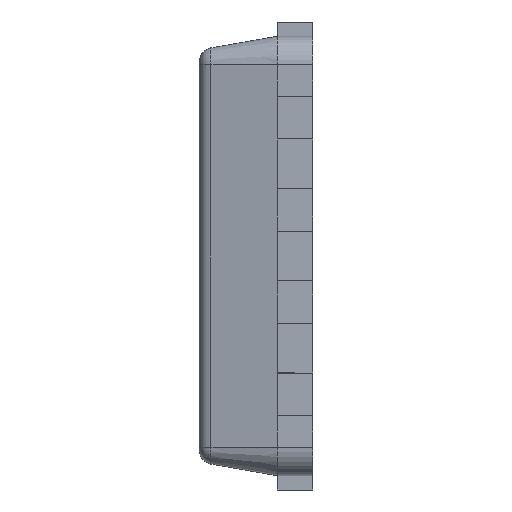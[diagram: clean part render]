
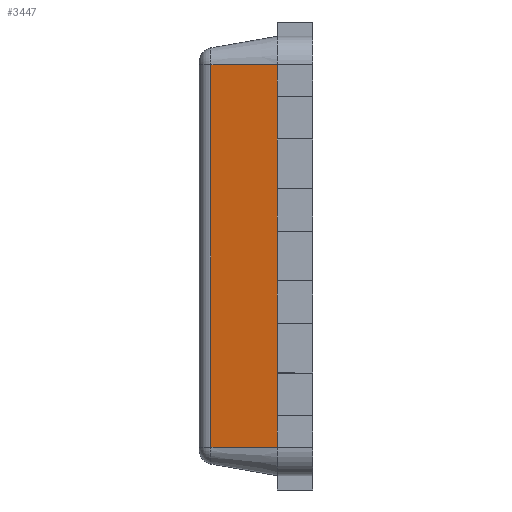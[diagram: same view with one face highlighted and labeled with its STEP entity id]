
A CAD part, left-side view. The second image highlights one B-rep face of the part: STEP entity #3447.
In plain terms, the highlighted planar face has unit normal (-0.985, 0.174, 0).
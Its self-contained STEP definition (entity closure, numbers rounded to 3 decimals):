
#19 = VERTEX_POINT ( 'NONE', #3636 ) ;
#45 = CARTESIAN_POINT ( 'NONE',  ( -1.55, 0.25, 0.825 ) ) ;
#66 = LINE ( 'NONE', #3272, #667 ) ;
#74 = VECTOR ( 'NONE', #4361, 1000. ) ;
#96 = CARTESIAN_POINT ( 'NONE',  ( -1.55, 0.25, -0.175 ) ) ;
#116 = EDGE_CURVE ( 'NONE', #1514, #3586, #970, .T. ) ;
#146 = CARTESIAN_POINT ( 'NONE',  ( -1.468, 0.717, -1.35 ) ) ;
#155 = VECTOR ( 'NONE', #795, 1000. ) ;
#164 = VECTOR ( 'NONE', #617, 1000. ) ;
#177 = DIRECTION ( 'NONE',  ( 0., 0., 1. ) ) ;
#231 = EDGE_CURVE ( 'NONE', #3172, #2512, #1222, .T. ) ;
#305 = VECTOR ( 'NONE', #864, 1000. ) ;
#415 = VECTOR ( 'NONE', #177, 1000. ) ;
#525 = AXIS2_PLACEMENT_3D ( 'NONE', #3061, #3397, #547 ) ;
#547 = DIRECTION ( 'NONE',  ( -0.174, -0.985, 0. ) ) ;
#566 = VERTEX_POINT ( 'NONE', #146 ) ;
#584 = EDGE_CURVE ( 'NONE', #19, #4312, #1240, .T. ) ;
#589 = DIRECTION ( 'NONE',  ( 0., 0., 1. ) ) ;
#617 = DIRECTION ( 'NONE',  ( -0.174, -0.985, 0. ) ) ;
#667 = VECTOR ( 'NONE', #2909, 1000. ) ;
#704 = EDGE_CURVE ( 'NONE', #566, #19, #965, .T. ) ;
#795 = DIRECTION ( 'NONE',  ( 0., 0., 1. ) ) ;
#823 = CARTESIAN_POINT ( 'NONE',  ( -1.55, 0.25, 0.175 ) ) ;
#827 = VECTOR ( 'NONE', #589, 1000. ) ;
#864 = DIRECTION ( 'NONE',  ( 0., 0., 1. ) ) ;
#921 = LINE ( 'NONE', #1976, #305 ) ;
#935 = VERTEX_POINT ( 'NONE', #3027 ) ;
#965 = LINE ( 'NONE', #4571, #164 ) ;
#970 = LINE ( 'NONE', #3401, #415 ) ;
#984 = VECTOR ( 'NONE', #3766, 1000. ) ;
#995 = ORIENTED_EDGE ( 'NONE', *, *, #2057, .T. ) ;
#1152 = LINE ( 'NONE', #2289, #155 ) ;
#1156 = ORIENTED_EDGE ( 'NONE', *, *, #3557, .T. ) ;
#1222 = LINE ( 'NONE', #2311, #4338 ) ;
#1240 = LINE ( 'NONE', #2636, #827 ) ;
#1296 = PLANE ( 'NONE',  #525 ) ;
#1312 = CARTESIAN_POINT ( 'NONE',  ( -1.55, 0.25, 1.35 ) ) ;
#1387 = CARTESIAN_POINT ( 'NONE',  ( -1.55, 0.25, -0.825 ) ) ;
#1434 = VERTEX_POINT ( 'NONE', #3103 ) ;
#1514 = VERTEX_POINT ( 'NONE', #45 ) ;
#1589 = EDGE_CURVE ( 'NONE', #2151, #566, #66, .T. ) ;
#1604 = VERTEX_POINT ( 'NONE', #96 ) ;
#1664 = EDGE_CURVE ( 'NONE', #2151, #1434, #2137, .T. ) ;
#1762 = CARTESIAN_POINT ( 'NONE',  ( -1.55, 0.25, 1.35 ) ) ;
#1797 = VERTEX_POINT ( 'NONE', #823 ) ;
#1801 = EDGE_CURVE ( 'NONE', #935, #1514, #1152, .T. ) ;
#1961 = VECTOR ( 'NONE', #4330, 1000. ) ;
#1976 = CARTESIAN_POINT ( 'NONE',  ( -1.55, 0.25, 1.35 ) ) ;
#2057 = EDGE_CURVE ( 'NONE', #4312, #3172, #2908, .T. ) ;
#2137 = LINE ( 'NONE', #1762, #3535 ) ;
#2151 = VERTEX_POINT ( 'NONE', #3321 ) ;
#2168 = ORIENTED_EDGE ( 'NONE', *, *, #116, .T. ) ;
#2216 = LINE ( 'NONE', #3654, #1961 ) ;
#2289 = CARTESIAN_POINT ( 'NONE',  ( -1.55, 0.25, 1.35 ) ) ;
#2311 = CARTESIAN_POINT ( 'NONE',  ( -1.55, 0.25, 1.35 ) ) ;
#2476 = VECTOR ( 'NONE', #3278, 1000. ) ;
#2512 = VERTEX_POINT ( 'NONE', #4406 ) ;
#2565 = ORIENTED_EDGE ( 'NONE', *, *, #2982, .T. ) ;
#2591 = LINE ( 'NONE', #2950, #2476 ) ;
#2595 = EDGE_CURVE ( 'NONE', #1604, #1797, #2216, .T. ) ;
#2636 = CARTESIAN_POINT ( 'NONE',  ( -1.55, 0.25, 1.35 ) ) ;
#2682 = ORIENTED_EDGE ( 'NONE', *, *, #704, .T. ) ;
#2838 = DIRECTION ( 'NONE',  ( -0.174, -0.985, 0. ) ) ;
#2839 = EDGE_LOOP ( 'NONE', ( #3146, #4479, #2682, #3358, #995, #3326, #2565, #2855, #4038, #4005, #2168, #1156 ) ) ;
#2855 = ORIENTED_EDGE ( 'NONE', *, *, #2595, .T. ) ;
#2908 = LINE ( 'NONE', #3959, #74 ) ;
#2909 = DIRECTION ( 'NONE',  ( 0., 0., -1. ) ) ;
#2950 = CARTESIAN_POINT ( 'NONE',  ( -1.55, 0.25, 1.35 ) ) ;
#2982 = EDGE_CURVE ( 'NONE', #2512, #1604, #2591, .T. ) ;
#3027 = CARTESIAN_POINT ( 'NONE',  ( -1.55, 0.25, 0.475 ) ) ;
#3053 = LINE ( 'NONE', #1312, #984 ) ;
#3061 = CARTESIAN_POINT ( 'NONE',  ( -1.55, 0.25, -1.35 ) ) ;
#3103 = CARTESIAN_POINT ( 'NONE',  ( -1.55, 0.25, 1.35 ) ) ;
#3146 = ORIENTED_EDGE ( 'NONE', *, *, #1664, .F. ) ;
#3172 = VERTEX_POINT ( 'NONE', #1387 ) ;
#3272 = CARTESIAN_POINT ( 'NONE',  ( -1.468, 0.717, -1.35 ) ) ;
#3278 = DIRECTION ( 'NONE',  ( 0., 0., 1. ) ) ;
#3321 = CARTESIAN_POINT ( 'NONE',  ( -1.468, 0.717, 1.35 ) ) ;
#3326 = ORIENTED_EDGE ( 'NONE', *, *, #231, .T. ) ;
#3358 = ORIENTED_EDGE ( 'NONE', *, *, #584, .T. ) ;
#3371 = FACE_OUTER_BOUND ( 'NONE', #2839, .T. ) ;
#3397 = DIRECTION ( 'NONE',  ( -0.985, 0.174, 0. ) ) ;
#3401 = CARTESIAN_POINT ( 'NONE',  ( -1.55, 0.25, 1.35 ) ) ;
#3439 = CARTESIAN_POINT ( 'NONE',  ( -1.55, 0.25, 1.125 ) ) ;
#3447 = ADVANCED_FACE ( 'NONE', ( #3371 ), #1296, .T. ) ;
#3535 = VECTOR ( 'NONE', #2838, 1000. ) ;
#3557 = EDGE_CURVE ( 'NONE', #3586, #1434, #921, .T. ) ;
#3586 = VERTEX_POINT ( 'NONE', #3439 ) ;
#3636 = CARTESIAN_POINT ( 'NONE',  ( -1.55, 0.25, -1.35 ) ) ;
#3654 = CARTESIAN_POINT ( 'NONE',  ( -1.55, 0.25, 1.35 ) ) ;
#3746 = DIRECTION ( 'NONE',  ( 0., 0., 1. ) ) ;
#3766 = DIRECTION ( 'NONE',  ( 0., 0., 1. ) ) ;
#3952 = CARTESIAN_POINT ( 'NONE',  ( -1.55, 0.25, -1.125 ) ) ;
#3959 = CARTESIAN_POINT ( 'NONE',  ( -1.55, 0.25, 1.35 ) ) ;
#4005 = ORIENTED_EDGE ( 'NONE', *, *, #1801, .T. ) ;
#4038 = ORIENTED_EDGE ( 'NONE', *, *, #4659, .T. ) ;
#4312 = VERTEX_POINT ( 'NONE', #3952 ) ;
#4330 = DIRECTION ( 'NONE',  ( 0., 0., 1. ) ) ;
#4338 = VECTOR ( 'NONE', #3746, 1000. ) ;
#4361 = DIRECTION ( 'NONE',  ( 0., 0., 1. ) ) ;
#4406 = CARTESIAN_POINT ( 'NONE',  ( -1.55, 0.25, -0.475 ) ) ;
#4479 = ORIENTED_EDGE ( 'NONE', *, *, #1589, .T. ) ;
#4571 = CARTESIAN_POINT ( 'NONE',  ( -1.55, 0.25, -1.35 ) ) ;
#4659 = EDGE_CURVE ( 'NONE', #1797, #935, #3053, .T. ) ;
